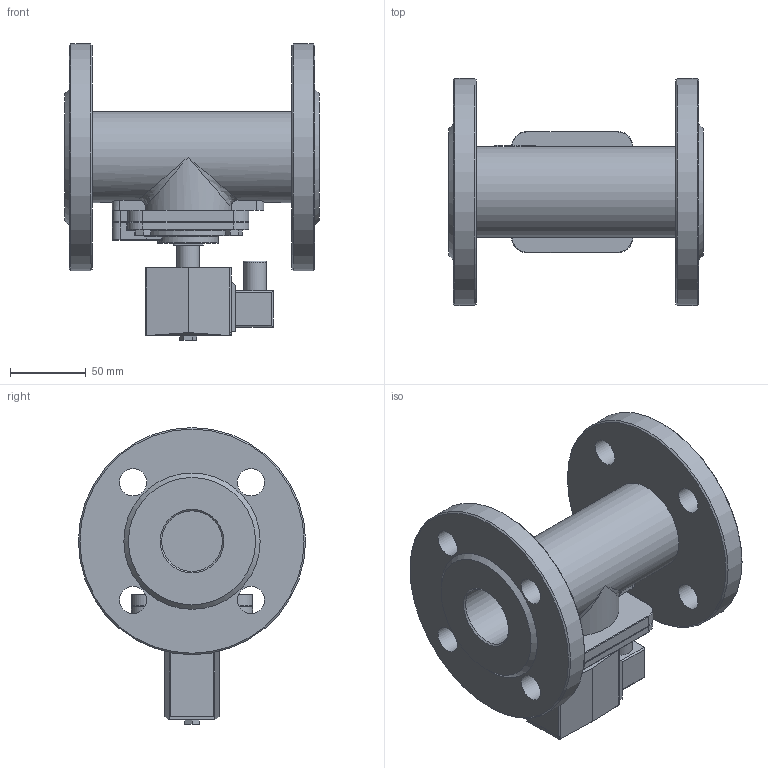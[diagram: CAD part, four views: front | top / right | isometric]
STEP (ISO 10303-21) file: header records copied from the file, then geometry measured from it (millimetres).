
FILE_DESCRIPTION(/* description */ (''),/* implementation_level */ '2;1');
FILE_NAME(/* name */ 'DN40_3D_STEP.stp',/* time_stamp */ '2023-12-26T17:10:43+03:00',/* author */ ('igorr'),/* organization */ (''),/* preprocessor_version */ 'ST-DEVELOPER v19.2',/* originating_system */ 'Autodesk Inventor 2023',/* authorisation */ '');
FILE_SCHEMA (('AUTOMOTIVE_DESIGN { 1 0 10303 214 3 1 1 }'));
Length unit declared in the file: millimetre
Products named in the file (1): Деталь1
Bounding box: 168 x 150 x 196 mm (x, y, z)
Volume: 946780.1 mm3; surface area: 157670.7 mm2
Topology: 1 solids, 1 shells, 382 faces, 964 edges, 600 vertices
Faces by surface type: plane 177, cylinder 124, bspline 43, torus 30, cone 8
Full cylindrical faces by diameter (mm): 15 x2, 18 x8, 20 x1, 40 x3, 60 x1, 150 x2
Entity records: 13038 total; most frequent: CARTESIAN_POINT 3432, ORIENTED_EDGE 1908, DIRECTION 1900, EDGE_CURVE 954, AXIS2_PLACEMENT_3D 687, VERTEX_POINT 600, LINE 526, VECTOR 526
